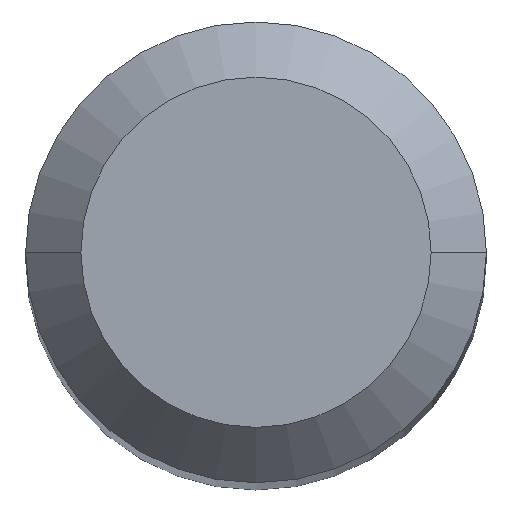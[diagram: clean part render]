
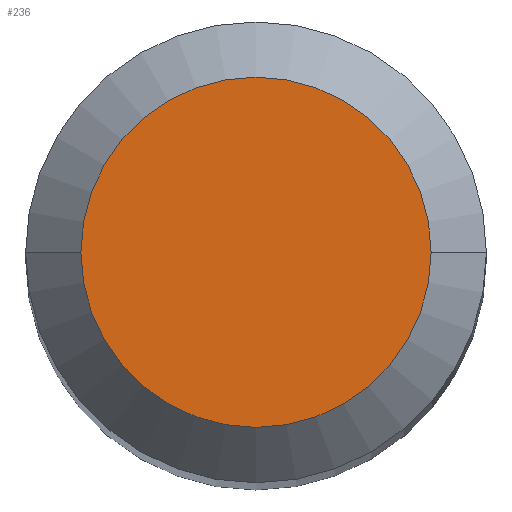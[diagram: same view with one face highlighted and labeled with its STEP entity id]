
A CAD part, top view. The second image highlights one B-rep face of the part: STEP entity #236.
In plain terms, the highlighted planar face has unit normal (0, 0, 1).
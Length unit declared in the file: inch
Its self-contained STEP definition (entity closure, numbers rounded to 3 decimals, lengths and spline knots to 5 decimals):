
#13 = AXIS2_PLACEMENT_3D ( 'NONE', #86, #364, #184 ) ;
#17 = DIRECTION ( 'NONE',  ( 0., 0., 1. ) ) ;
#42 = CARTESIAN_POINT ( 'NONE',  ( 0.0475, 0., 0. ) ) ;
#67 = CARTESIAN_POINT ( 'NONE',  ( -0.0475, 0., 0. ) ) ;
#71 = CIRCLE ( 'NONE', #205, 0.0475 ) ;
#73 = EDGE_LOOP ( 'NONE', ( #196, #433 ) ) ;
#86 = CARTESIAN_POINT ( 'NONE',  ( 0., 0.0475, 0. ) ) ;
#146 = DIRECTION ( 'NONE',  ( 1., 0., 0. ) ) ;
#148 = DIRECTION ( 'NONE',  ( 1., 0., 0. ) ) ;
#184 = DIRECTION ( 'NONE',  ( -1., 0., 0. ) ) ;
#189 = CARTESIAN_POINT ( 'NONE',  ( 0., 0., 0. ) ) ;
#196 = ORIENTED_EDGE ( 'NONE', *, *, #293, .T. ) ;
#205 = AXIS2_PLACEMENT_3D ( 'NONE', #189, #17, #148 ) ;
#214 = DIRECTION ( 'NONE',  ( 0., 0., 1. ) ) ;
#236 = ADVANCED_FACE ( 'NONE', ( #332 ), #441, .F. ) ;
#252 = EDGE_CURVE ( 'NONE', #347, #461, #71, .T. ) ;
#262 = AXIS2_PLACEMENT_3D ( 'NONE', #407, #214, #146 ) ;
#293 = EDGE_CURVE ( 'NONE', #461, #347, #443, .T. ) ;
#332 = FACE_OUTER_BOUND ( 'NONE', #73, .T. ) ;
#347 = VERTEX_POINT ( 'NONE', #42 ) ;
#364 = DIRECTION ( 'NONE',  ( 0., 0., -1. ) ) ;
#407 = CARTESIAN_POINT ( 'NONE',  ( 0., 0., 0. ) ) ;
#433 = ORIENTED_EDGE ( 'NONE', *, *, #252, .T. ) ;
#441 = PLANE ( 'NONE',  #13 ) ;
#443 = CIRCLE ( 'NONE', #262, 0.0475 ) ;
#461 = VERTEX_POINT ( 'NONE', #67 ) ;
